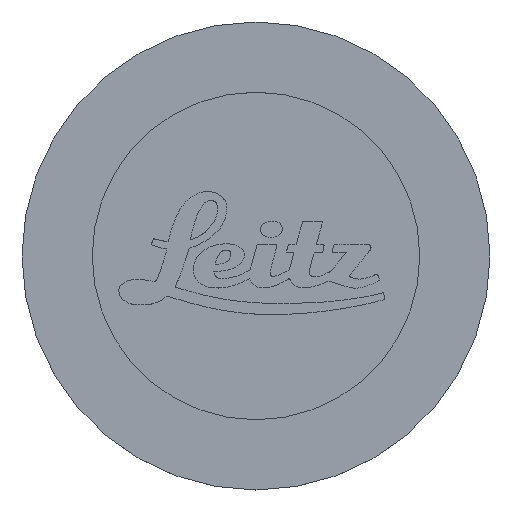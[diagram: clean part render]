
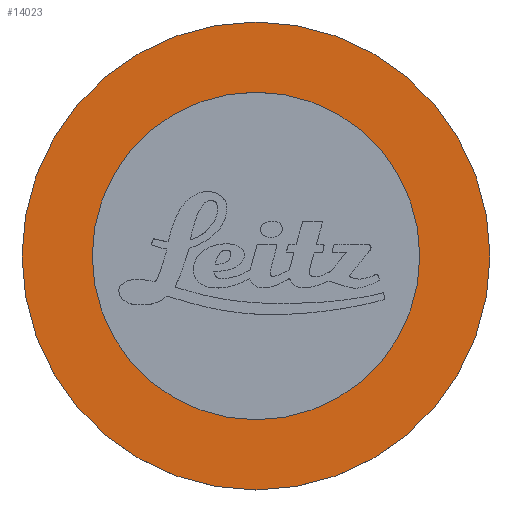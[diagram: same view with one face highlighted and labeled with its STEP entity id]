
A CAD part, top view. The second image highlights one B-rep face of the part: STEP entity #14023.
In plain terms, the highlighted planar face has unit normal (0, 0, 1).
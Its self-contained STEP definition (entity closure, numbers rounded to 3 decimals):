
#13973=CARTESIAN_POINT('',(36.,100.,26.8));
#13974=VERTEX_POINT('',#13973);
#13984=CARTESIAN_POINT('',(64.,100.,26.8));
#13985=VERTEX_POINT('',#13984);
#13986=CARTESIAN_POINT('',(50.,100.,26.8));
#13987=DIRECTION('',(0.,0.,1.));
#13988=DIRECTION('',(1.,0.,-0.));
#13989=AXIS2_PLACEMENT_3D('',#13986,#13987,#13988);
#13990=CIRCLE('',#13989,14.);
#13991=EDGE_CURVE('',#13974,#13985,#13990,.T.);
#13993=CARTESIAN_POINT('',(50.,100.,26.8));
#13994=DIRECTION('',(0.,0.,1.));
#13995=DIRECTION('',(1.,0.,-0.));
#13996=AXIS2_PLACEMENT_3D('',#13993,#13994,#13995);
#13997=CIRCLE('',#13996,14.);
#13998=EDGE_CURVE('',#13985,#13974,#13997,.T.);
#14003=CARTESIAN_POINT('',(0.,0.,26.8));
#14004=DIRECTION('',(0.,0.,1.));
#14005=DIRECTION('',(1.,0.,0.));
#14006=AXIS2_PLACEMENT_3D('',#14003,#14004,#14005);
#14007=PLANE('',#14006);
#14008=CARTESIAN_POINT('',(70.,100.,26.8));
#14009=VERTEX_POINT('',#14008);
#14010=CARTESIAN_POINT('',(50.,100.,26.8));
#14011=DIRECTION('',(0.,0.,1.));
#14012=DIRECTION('',(1.,0.,-0.));
#14013=AXIS2_PLACEMENT_3D('',#14010,#14011,#14012);
#14014=CIRCLE('',#14013,20.);
#14015=EDGE_CURVE('',#14009,#14009,#14014,.T.);
#14016=ORIENTED_EDGE('',*,*,#14015,.T.);
#14017=EDGE_LOOP('',(#14016));
#14018=FACE_BOUND('',#14017,.T.);
#14019=ORIENTED_EDGE('',*,*,#13991,.F.);
#14020=ORIENTED_EDGE('',*,*,#13998,.F.);
#14021=EDGE_LOOP('',(#14019,#14020));
#14022=FACE_BOUND('',#14021,.T.);
#14023=ADVANCED_FACE('',(#14018,#14022),#14007,.T.);
